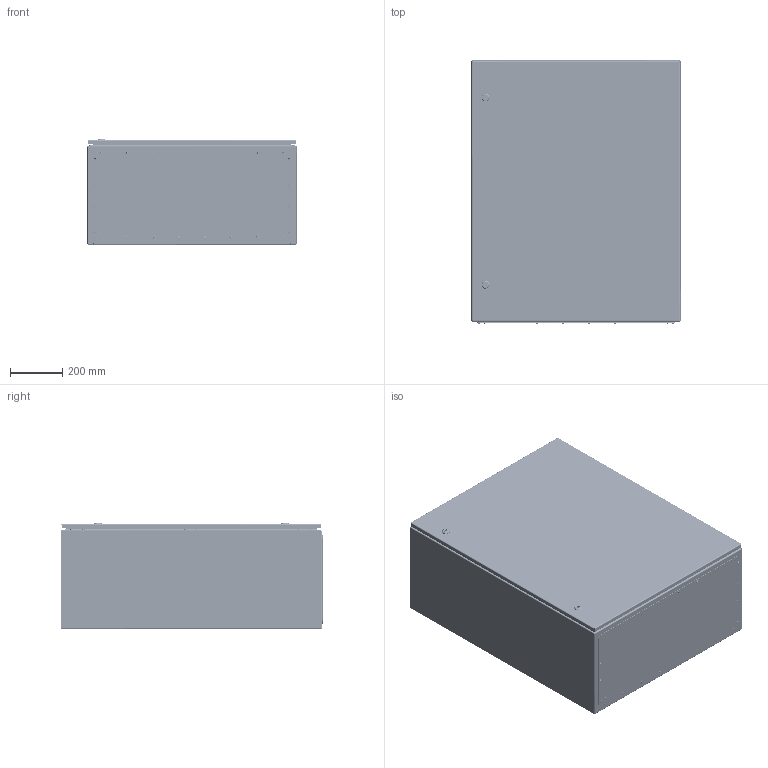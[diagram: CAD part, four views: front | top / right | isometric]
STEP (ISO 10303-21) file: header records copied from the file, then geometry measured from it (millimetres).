
FILE_DESCRIPTION (( 'STEP AP203' ), '1' );
FILE_NAME ('U3212100804 Êîðïóñ UC2M 100.80.40 IP66 (752.000.365).STEP', '2022-04-29T11:00:51', ( '' ), ( '' ), 'SwSTEP 2.0', 'SolidWorks 2017', '' );
FILE_SCHEMA (( 'CONFIG_CONTROL_DESIGN' ));
Length unit declared in the file: millimetre
Products named in the file (37): Øïèëüêà ðåçüáîâàÿ Ì6_Œ8å30; ﾇ瑟鶴 Mesan 060-1-1-13-33_00; 003-393 Ñòåíêà íèæíÿÿ UC2_07 (00.80); 嵑殧趌11371_5; 000.241.263 署赅 UC2_02 (80.40); 嵑殧趌11371_6; 012-1799 眈翴錪 鳱歑膱 UC2_01 (100.80); Ñòîïîðíàÿ âòóëêà ïåòëè 4-119 Dirak; 扻豵鵨_п-1; 040-116 Âèíò ñïåöèàëüíûé ST 4,8x9; 蹴濋趌5915_M8; 010-330 Ïàíåëü ìîíòàæíàÿ UC2_01 (100.80); 000.113.143 忺謤僔 UC2岯00 (100.80.40); Øïèëüêà ðåçüáîâàÿ Ì6_Œ6å12; 蹴濋趌5915_M5; 000.241.262 署赅 UC2_02 (80.40); ч蜱齁罻 ST-6; 鎔艜_17473_M6x12; 008-468 Ñòåíêà ïðîôèëüíàÿ UC2Ì_00 (100.80.40); Ïåòëÿ 4-119 Dirak_00; U3212100804 扻豵鵨 UC2M 100.80.40 IP66 (752.000.365); 019-99 Ïëàíêà z-îáðàçíàÿ_05 (100); 000.207.190 攜歑罻 UC2_01 (100.80); Âòóëêà ïåòëè 4-119 Dirak; ч蜱齁罻 ST-9; Øïèëüêà çàçåìëåíèÿ CKF CS_Œ6å16; 056-328 Ýòèêåòêà UC2Ì 100.80.40_03 (100.80.40); Óïëîòíèòåëü ÏÏÓ êðûøêè UC2Ì_29 (80.40); 000.210.367 Îñíîâàíèå äâåðêè UC2_01 (100.80); Îñíîâàíèå ïåòëè 4-119 Dirak; Øàéáà íåéëîí Ø028_Œ5; 027-191 署赅 UC2_02 (80.40); Óïëîòíèòåëü ÏÏÓ äâåðêè UC2_30 (100.80); Øòèôò ïåòëè 4-119 Dirak; 嵑殧趌6402_8; 椻壚樇襝鴀 Mesan 33; 嵑殧趌11371_8
Assembly tree (138 placements, depth 4):
  U3212100804 扻豵鵨 UC2M 100.80.40 IP66 (752.000.365)
    000.113.143 忺謤僔 UC2岯00 (100.80.40)
      008-468 Ñòåíêà ïðîôèëüíàÿ UC2Ì_00 (100.80.40)
      003-393 Ñòåíêà íèæíÿÿ UC2_07 (00.80)
      Øïèëüêà ðåçüáîâàÿ Ì6_Œ8å30  x6
      Øïèëüêà ðåçüáîâàÿ Ì6_Œ6å12  x12
      Øïèëüêà çàçåìëåíèÿ CKF CS_Œ6å16  x2
    000.207.190 攜歑罻 UC2_01 (100.80)
      000.210.367 Îñíîâàíèå äâåðêè UC2_01 (100.80)
        012-1799 眈翴錪 鳱歑膱 UC2_01 (100.80)
        019-99 Ïëàíêà z-îáðàçíàÿ_05 (100)  x2
        Âòóëêà ïåòëè 4-119 Dirak  x3
        Øïèëüêà çàçåìëåíèÿ CKF CS_Œ6å16  x2
      Óïëîòíèòåëü ÏÏÓ äâåðêè UC2_30 (100.80)
      ﾇ瑟鶴 Mesan 060-1-1-13-33_00  x2
        扻豵鵨_п-1
        椻壚樇襝鴀 Mesan 33
        嵑殧趌11371_6
        鎔艜_17473_M6x12
    Ïåòëÿ 4-119 Dirak_00  x3
      Âòóëêà ïåòëè 4-119 Dirak
      Øòèôò ïåòëè 4-119 Dirak
      Îñíîâàíèå ïåòëè 4-119 Dirak
      Ñòîïîðíàÿ âòóëêà ïåòëè 4-119 Dirak
    嵑殧趌11371_5  x6
    Øàéáà íåéëîí Ø028_Œ5  x6
    蹴濋趌5915_M5  x6
    ч蜱齁罻 ST-6  x8
    ч蜱齁罻 ST-9  x4
    010-330 Ïàíåëü ìîíòàæíàÿ UC2_01 (100.80)
    蹴濋趌5915_M8  x18
    嵑殧趌11371_8  x6
    嵑殧趌6402_8  x6
    000.241.262 署赅 UC2_02 (80.40)
      000.241.263 署赅 UC2_02 (80.40)
        027-191 署赅 UC2_02 (80.40)
        Øïèëüêà çàçåìëåíèÿ CKF CS_Œ6å16
      Óïëîòíèòåëü ÏÏÓ êðûøêè UC2Ì_29 (80.40)
    040-116 Âèíò ñïåöèàëüíûé ST 4,8x9  x24
    056-328 Ýòèêåòêà UC2Ì 100.80.40_03 (100.80.40)
Bounding box: 800.6 x 1005.82 x 407.25 mm (x, y, z)
Volume: 6617179.2 mm3; surface area: 8138525.2 mm2
Topology: 140 solids, 142 shells, 6654 faces, 15553 edges, 9345 vertices
Faces by surface type: plane 2119, cylinder 1984, bspline 1497, sphere 418, torus 332, cone 304
Entity records: 114998 total; most frequent: CARTESIAN_POINT 51446, ORIENTED_EDGE 12464, DIRECTION 10113, EDGE_CURVE 6232, VERTEX_POINT 4018, VECTOR 3581, LINE 3581, AXIS2_PLACEMENT_3D 3266
